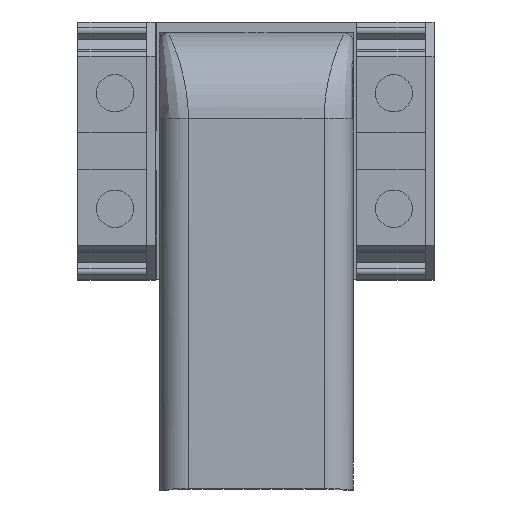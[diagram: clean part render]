
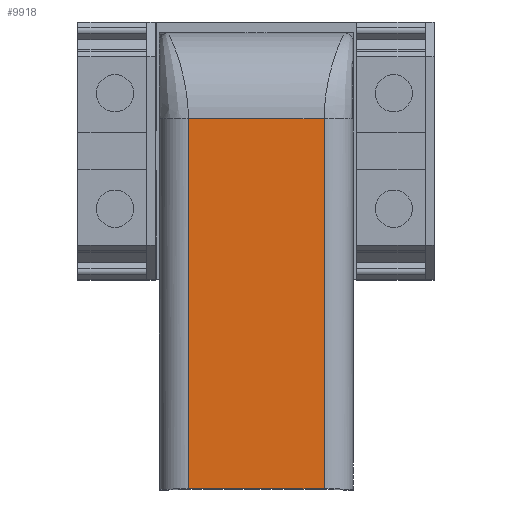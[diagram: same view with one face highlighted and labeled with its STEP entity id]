
A CAD part, top view. The second image highlights one B-rep face of the part: STEP entity #9918.
In plain terms, the highlighted planar face has unit normal (0, 0, 1).
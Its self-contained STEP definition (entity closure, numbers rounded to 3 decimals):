
#47=(
BOUNDED_CURVE()
B_SPLINE_CURVE(3,(#14702,#14703,#14704,#14705,#14706,#14707,#14708),
 .UNSPECIFIED.,.F.,.F.)
B_SPLINE_CURVE_WITH_KNOTS((4,3,4),(0.015,0.08,0.21),
 .PIECEWISE_BEZIER_KNOTS.)
CURVE()
GEOMETRIC_REPRESENTATION_ITEM()
RATIONAL_B_SPLINE_CURVE((1.,1.,1.,1.,1.,1.,1.))
REPRESENTATION_ITEM('')
);
#48=(
BOUNDED_CURVE()
B_SPLINE_CURVE(3,(#14713,#14714,#14715,#14716,#14717,#14718,#14719),
 .UNSPECIFIED.,.F.,.F.)
B_SPLINE_CURVE_WITH_KNOTS((4,3,4),(-0.21,-0.08,-0.015),
 .PIECEWISE_BEZIER_KNOTS.)
CURVE()
GEOMETRIC_REPRESENTATION_ITEM()
RATIONAL_B_SPLINE_CURVE((1.,1.,1.,1.,1.,1.,1.))
REPRESENTATION_ITEM('')
);
#2116=ORIENTED_EDGE('',*,*,#3395,.T.);
#2117=ORIENTED_EDGE('',*,*,#3396,.T.);
#2118=ORIENTED_EDGE('',*,*,#3397,.T.);
#2119=ORIENTED_EDGE('',*,*,#3398,.F.);
#3395=EDGE_CURVE('',#4158,#4159,#47,.F.);
#3396=EDGE_CURVE('',#4159,#4160,#4932,.F.);
#3397=EDGE_CURVE('',#4160,#4161,#48,.F.);
#3398=EDGE_CURVE('',#4158,#4161,#4933,.F.);
#4158=VERTEX_POINT('',#14709);
#4159=VERTEX_POINT('',#14710);
#4160=VERTEX_POINT('',#14712);
#4161=VERTEX_POINT('',#14720);
#4932=LINE('',#14711,#5696);
#4933=LINE('',#14721,#5697);
#5696=VECTOR('',#12148,1000.);
#5697=VECTOR('',#12149,1000.);
#6135=EDGE_LOOP('',(#2116,#2117,#2118,#2119));
#6565=FACE_BOUND('',#6135,.T.);
#6863=PLANE('',#10461);
#9918=ADVANCED_FACE('',(#6565),#6863,.F.);
#10461=AXIS2_PLACEMENT_3D('',#14701,#12146,#12147);
#12146=DIRECTION('',(0.,0.,-1.));
#12147=DIRECTION('',(0.,1.,0.));
#12148=DIRECTION('',(1.,0.,0.));
#12149=DIRECTION('',(1.,0.,0.));
#14701=CARTESIAN_POINT('',(17.,20.6,34.55));
#14702=CARTESIAN_POINT('',(11.871,5.515,34.55));
#14703=CARTESIAN_POINT('',(11.871,-16.123,34.55));
#14704=CARTESIAN_POINT('',(11.871,-37.762,34.55));
#14705=CARTESIAN_POINT('',(11.871,-59.4,34.55));
#14706=CARTESIAN_POINT('',(11.871,-102.677,34.55));
#14707=CARTESIAN_POINT('',(11.871,-145.953,34.55));
#14708=CARTESIAN_POINT('',(11.871,-189.23,34.55));
#14709=CARTESIAN_POINT('',(11.871,-59.249,34.55));
#14710=CARTESIAN_POINT('',(11.871,5.515,34.55));
#14711=CARTESIAN_POINT('',(17.,5.515,34.55));
#14712=CARTESIAN_POINT('',(-11.871,5.515,34.55));
#14713=CARTESIAN_POINT('',(-11.871,-189.23,34.55));
#14714=CARTESIAN_POINT('',(-11.871,-145.953,34.55));
#14715=CARTESIAN_POINT('',(-11.871,-102.677,34.55));
#14716=CARTESIAN_POINT('',(-11.871,-59.4,34.55));
#14717=CARTESIAN_POINT('',(-11.871,-37.762,34.55));
#14718=CARTESIAN_POINT('',(-11.871,-16.123,34.55));
#14719=CARTESIAN_POINT('',(-11.871,5.515,34.55));
#14720=CARTESIAN_POINT('',(-11.871,-59.249,34.55));
#14721=CARTESIAN_POINT('',(16.,-59.249,34.55));
